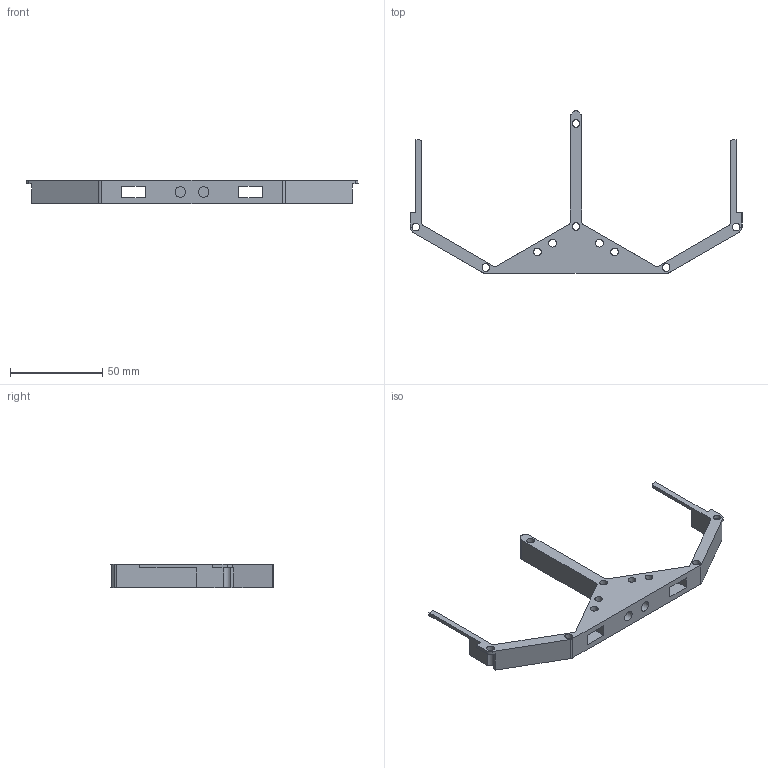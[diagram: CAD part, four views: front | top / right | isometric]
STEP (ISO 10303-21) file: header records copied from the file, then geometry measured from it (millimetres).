
FILE_DESCRIPTION(/* description */ (''),/* implementation_level */ '2;1');
FILE_NAME(/* name */ 'Claw7_Base.stp',/* time_stamp */ '2024-01-31T20:29:04-06:00',/* author */ ('kelle'),/* organization */ (''),/* preprocessor_version */ 'ST-DEVELOPER v19',/* originating_system */ 'Autodesk Inventor 2023',/* authorisation */ '');
FILE_SCHEMA (('AUTOMOTIVE_DESIGN { 1 0 10303 214 3 1 1 }'));
Length unit declared in the file: inch
Products named in the file (1): Claw7_Base
Bounding box: 180.05 x 88.24 x 12.7 mm (x, y, z)
Volume: 27752.7 mm3; surface area: 14890.3 mm2
Topology: 1 solids, 1 shells, 68 faces, 198 edges, 132 vertices
Faces by surface type: plane 41, cylinder 27
Full cylindrical faces by diameter (mm): 4.2 x10, 5.7 x2
Entity records: 2353 total; most frequent: CARTESIAN_POINT 399, ORIENTED_EDGE 396, DIRECTION 394, EDGE_CURVE 198, LINE 140, VECTOR 140, VERTEX_POINT 132, AXIS2_PLACEMENT_3D 127
